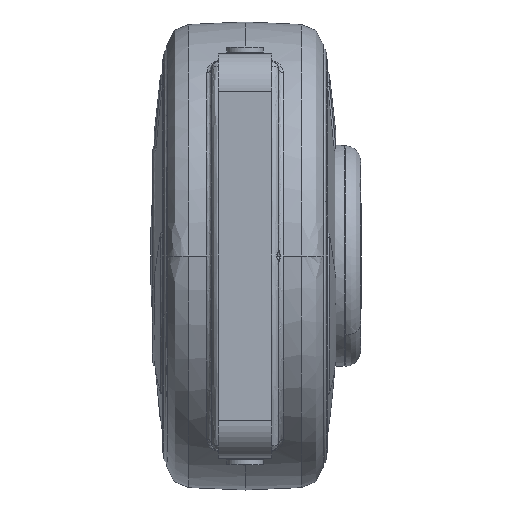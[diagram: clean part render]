
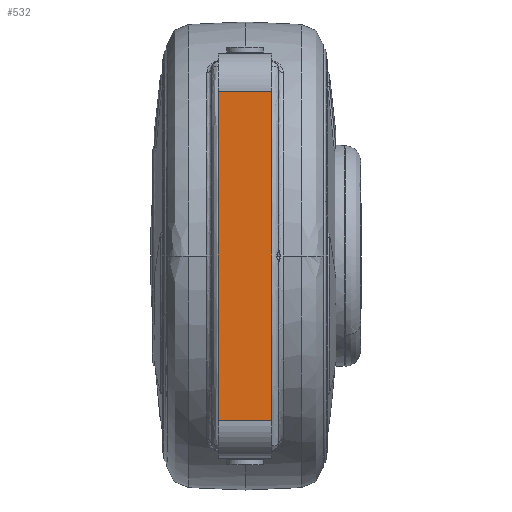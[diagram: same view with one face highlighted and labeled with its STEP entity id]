
A CAD part, left-side view. The second image highlights one B-rep face of the part: STEP entity #532.
In plain terms, the highlighted planar face has unit normal (-1, 0, 0).
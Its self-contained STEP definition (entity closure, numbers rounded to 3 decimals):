
#115=B_SPLINE_CURVE_WITH_KNOTS('',1,(#8071,#8072),.UNSPECIFIED.,.F.,.F.,
(2,2),(-214.,0.),.UNSPECIFIED.);
#119=B_SPLINE_CURVE_WITH_KNOTS('',1,(#8085,#8086),.UNSPECIFIED.,.F.,.F.,
(2,2),(-214.,0.),.UNSPECIFIED.);
#130=B_SPLINE_CURVE_WITH_KNOTS('',1,(#8129,#8130),.UNSPECIFIED.,.F.,.F.,
(2,2),(-35.,0.),.UNSPECIFIED.);
#131=B_SPLINE_CURVE_WITH_KNOTS('',1,(#8131,#8132),.UNSPECIFIED.,.F.,.F.,
(2,2),(0.,35.),.UNSPECIFIED.);
#532=ADVANCED_FACE('',(#892),#6220,.T.);
#892=FACE_OUTER_BOUND('',#1258,.T.);
#1258=EDGE_LOOP('',(#1913,#1914,#1915,#1916));
#1913=ORIENTED_EDGE('',*,*,#3680,.T.);
#1914=ORIENTED_EDGE('',*,*,#3697,.T.);
#1915=ORIENTED_EDGE('',*,*,#3674,.F.);
#1916=ORIENTED_EDGE('',*,*,#3698,.T.);
#3674=EDGE_CURVE('',#5348,#5349,#115,.T.);
#3680=EDGE_CURVE('',#5356,#5354,#119,.T.);
#3697=EDGE_CURVE('',#5354,#5349,#130,.T.);
#3698=EDGE_CURVE('',#5348,#5356,#131,.T.);
#5348=VERTEX_POINT('',#8023);
#5349=VERTEX_POINT('',#8024);
#5354=VERTEX_POINT('',#8029);
#5356=VERTEX_POINT('',#8031);
#6220=PLANE('',#6301);
#6301=AXIS2_PLACEMENT_3D('',#7953,#6366,$);
#6366=DIRECTION('',(-1.,0.,0.));
#7953=CARTESIAN_POINT('',(-219.363,-21.928,55.103));
#8023=CARTESIAN_POINT('',(-219.363,-17.501,291.43));
#8024=CARTESIAN_POINT('',(-219.363,-17.501,77.43));
#8029=CARTESIAN_POINT('',(-219.363,17.499,77.43));
#8031=CARTESIAN_POINT('',(-219.363,17.499,291.43));
#8071=CARTESIAN_POINT('',(-219.363,-17.501,291.43));
#8072=CARTESIAN_POINT('',(-219.363,-17.501,77.43));
#8085=CARTESIAN_POINT('',(-219.363,17.499,291.43));
#8086=CARTESIAN_POINT('',(-219.363,17.499,77.43));
#8129=CARTESIAN_POINT('',(-219.363,17.499,77.43));
#8130=CARTESIAN_POINT('',(-219.363,-17.501,77.43));
#8131=CARTESIAN_POINT('',(-219.363,-17.501,291.43));
#8132=CARTESIAN_POINT('',(-219.363,17.499,291.43));
